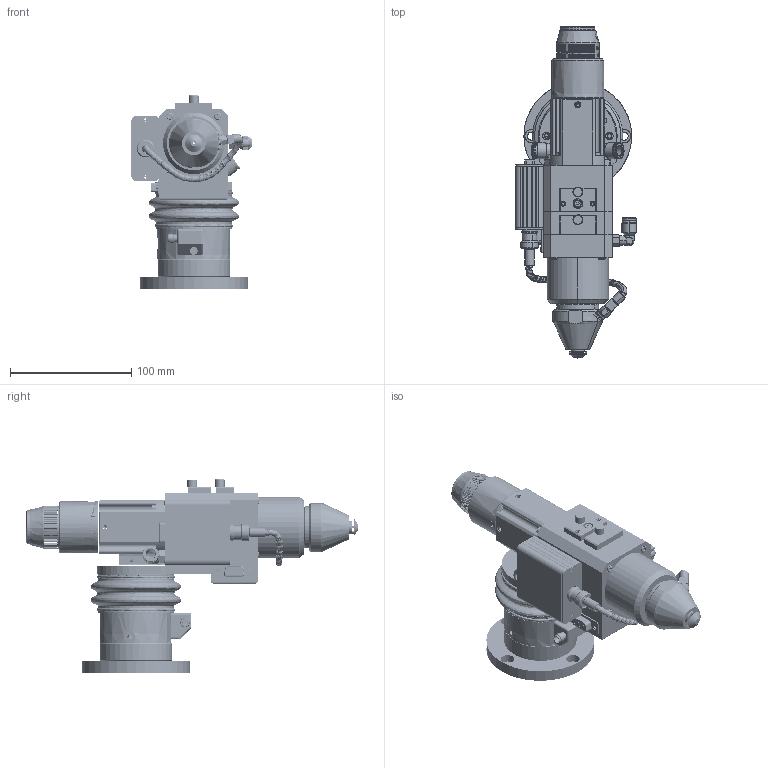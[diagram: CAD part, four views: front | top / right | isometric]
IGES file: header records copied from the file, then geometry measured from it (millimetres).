
Start section: SolidWorks IGES file using analytic representation for surfaces
Global section: file name: straight head square.IGS; native system: SolidWorks 2018; preprocessor: SolidWorks 2018; author: aarakelyan; date: 190220.140216; units: inch
Bounding box: 99.82 x 273.8 x 159.19 mm (x, y, z)
Surface area: 141868.7 mm2 (no closed solid volume)
Topology: 0 solids, 0 shells, 1621 faces, 39365 edges, 46645 vertices
Faces by surface type: revolution 856, bspline 765
